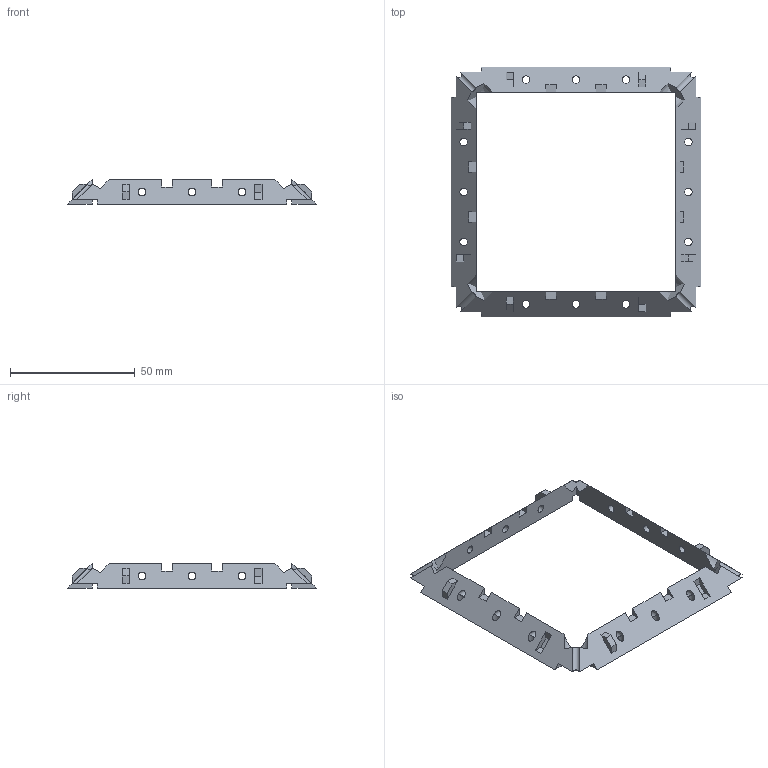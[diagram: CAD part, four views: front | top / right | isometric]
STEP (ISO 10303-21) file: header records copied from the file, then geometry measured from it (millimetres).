
FILE_DESCRIPTION(('STEP AP242'), '1');
FILE_NAME('Ðàìêà _ Êóáñàò ÌÄ', '', ('UNSPECIFIED'), ('UNSPECIFIED'), 'C3D Converter', 'C3D Toolkit', '');
FILE_SCHEMA(('AP242_MANAGED_MODEL_BASED_3D_ENGINEERING_MIM_LF { 1 0 10303 442 1 1 4 }'));
Length unit declared in the file: millimetre
Products named in the file (1): Кубсат МД
Bounding box: 100 x 100 x 10 mm (x, y, z)
Volume: 15025.4 mm3; surface area: 12199.9 mm2
Topology: 1 solids, 1 shells, 128 faces, 387 edges, 255 vertices
Faces by surface type: plane 92, cylinder 36
Full cylindrical faces by diameter (mm): 3.1 x24
Entity records: 4367 total; most frequent: CARTESIAN_POINT 936, ORIENTED_EDGE 726, DIRECTION 594, EDGE_CURVE 363, LINE 264, VECTOR 264, VERTEX_POINT 255, EDGE_LOOP 196
